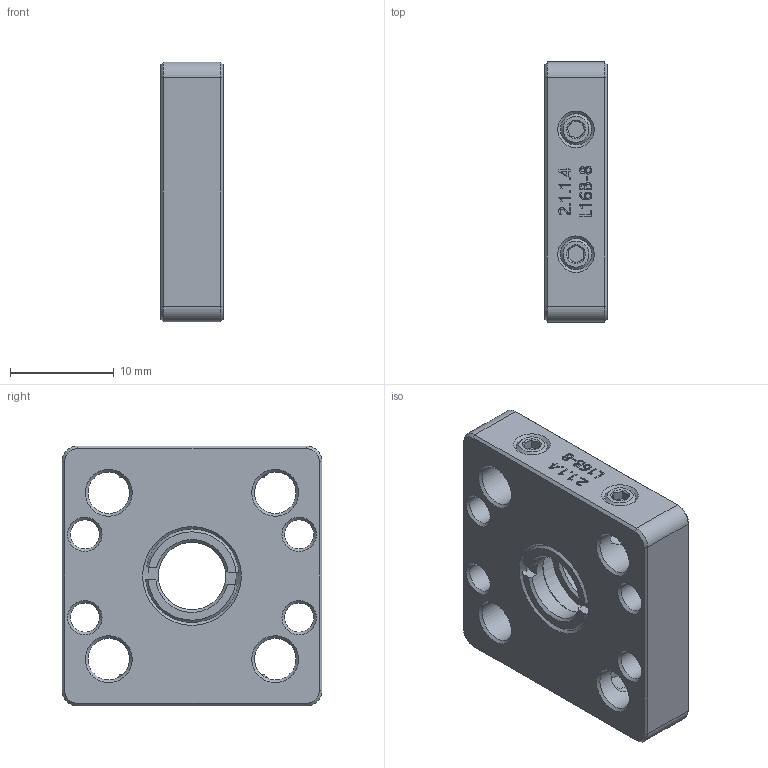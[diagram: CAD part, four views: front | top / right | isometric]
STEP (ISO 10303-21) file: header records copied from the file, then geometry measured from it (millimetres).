
FILE_DESCRIPTION (( 'STEP AP203' ), '1' );
FILE_NAME ('530174.STEP', '2025-05-07T05:44:22', ( 'Windows User' ), ( 'P R C' ), 'SwSTEP 2.0', 'SolidWorks 2020', '' );
FILE_SCHEMA (( 'CONFIG_CONTROL_DESIGN' ));
Length unit declared in the file: millimetre
Products named in the file (1): 530174
Bounding box: 6 x 25 x 25 mm (x, y, z)
Volume: 3023.5 mm3; surface area: 2716.5 mm2
Topology: 7 solids, 7 shells, 288 faces, 737 edges, 480 vertices
Faces by surface type: plane 141, bspline 64, cone 58, cylinder 25
Full cylindrical faces by diameter (mm): 2.5 x4, 2.8 x4, 3 x4, 4 x4, 6.5 x2, 8.5 x1, 9 x2
Entity records: 11563 total; most frequent: CARTESIAN_POINT 5387, ORIENTED_EDGE 1276, DIRECTION 1028, EDGE_CURVE 638, VERTEX_POINT 444, EDGE_LOOP 398, LINE 346, VECTOR 346
